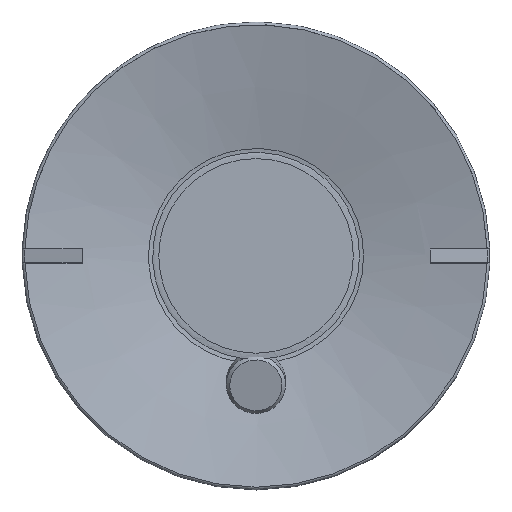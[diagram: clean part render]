
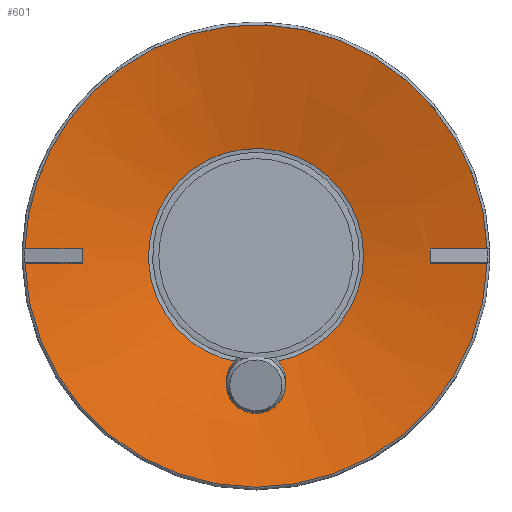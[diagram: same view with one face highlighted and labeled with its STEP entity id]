
A CAD part, top view. The second image highlights one B-rep face of the part: STEP entity #601.
In plain terms, the highlighted conical face has half-angle 76.76 degrees and reference radius 17.23 mm.
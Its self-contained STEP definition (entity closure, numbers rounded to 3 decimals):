
#58=CONICAL_SURFACE('',#692,17.23,1.34);
#66=CIRCLE('',#690,106.303);
#67=CIRCLE('',#693,33.229);
#68=CIRCLE('',#694,33.229);
#69=CIRCLE('',#695,15.452);
#70=CIRCLE('',#696,15.452);
#71=CIRCLE('',#697,33.229);
#102=FACE_OUTER_BOUND('',#140,.T.);
#140=EDGE_LOOP('',(#417,#418,#419,#420,#421,#422,#423,#424,#425,#426,#427,
#428,#429));
#197=LINE('',#1025,#217);
#217=VECTOR('',#786,17.23);
#234=(
BOUNDED_CURVE()
B_SPLINE_CURVE(2,(#947,#948,#949),.UNSPECIFIED.,.F.,.F.)
B_SPLINE_CURVE_WITH_KNOTS((3,3),(0.,0.731),.UNSPECIFIED.)
CURVE()
GEOMETRIC_REPRESENTATION_ITEM()
RATIONAL_B_SPLINE_CURVE((1.,1.021,1.022))
REPRESENTATION_ITEM('')
);
#236=(
BOUNDED_CURVE()
B_SPLINE_CURVE(2,(#1008,#1009,#1010),.UNSPECIFIED.,.F.,.F.)
B_SPLINE_CURVE_WITH_KNOTS((3,3),(0.793,1.525),
 .UNSPECIFIED.)
CURVE()
GEOMETRIC_REPRESENTATION_ITEM()
RATIONAL_B_SPLINE_CURVE((1.022,1.021,1.))
REPRESENTATION_ITEM('')
);
#237=(
BOUNDED_CURVE()
B_SPLINE_CURVE(2,(#1014,#1015,#1016),.UNSPECIFIED.,.F.,.F.)
B_SPLINE_CURVE_WITH_KNOTS((3,3),(-7.978,-7.55),
 .UNSPECIFIED.)
CURVE()
GEOMETRIC_REPRESENTATION_ITEM()
RATIONAL_B_SPLINE_CURVE((2.109,2.111,2.109))
REPRESENTATION_ITEM('')
);
#238=(
BOUNDED_CURVE()
B_SPLINE_CURVE(2,(#1018,#1019,#1020),.UNSPECIFIED.,.F.,.F.)
B_SPLINE_CURVE_WITH_KNOTS((3,3),(1.154,1.828),
 .UNSPECIFIED.)
CURVE()
GEOMETRIC_REPRESENTATION_ITEM()
RATIONAL_B_SPLINE_CURVE((1.035,1.027,1.))
REPRESENTATION_ITEM('')
);
#239=(
BOUNDED_CURVE()
B_SPLINE_CURVE(2,(#1031,#1032,#1033),.UNSPECIFIED.,.F.,.F.)
B_SPLINE_CURVE_WITH_KNOTS((3,3),(0.,0.674),.UNSPECIFIED.)
CURVE()
GEOMETRIC_REPRESENTATION_ITEM()
RATIONAL_B_SPLINE_CURVE((1.,1.027,1.035))
REPRESENTATION_ITEM('')
);
#253=VERTEX_POINT('',#944);
#254=VERTEX_POINT('',#946);
#258=VERTEX_POINT('',#976);
#262=VERTEX_POINT('',#997);
#263=VERTEX_POINT('',#1012);
#264=VERTEX_POINT('',#1013);
#265=VERTEX_POINT('',#1017);
#266=VERTEX_POINT('',#1022);
#267=VERTEX_POINT('',#1024);
#268=VERTEX_POINT('',#1026);
#269=VERTEX_POINT('',#1029);
#313=EDGE_CURVE('',#254,#253,#234,.T.);
#319=EDGE_CURVE('',#253,#258,#66,.T.);
#324=EDGE_CURVE('',#258,#262,#236,.T.);
#325=EDGE_CURVE('',#263,#264,#237,.F.);
#326=EDGE_CURVE('',#264,#265,#238,.T.);
#327=EDGE_CURVE('',#265,#254,#67,.T.);
#328=EDGE_CURVE('',#262,#266,#68,.T.);
#329=EDGE_CURVE('',#266,#267,#197,.T.);
#330=EDGE_CURVE('',#268,#267,#69,.T.);
#331=EDGE_CURVE('',#267,#268,#70,.T.);
#332=EDGE_CURVE('',#266,#269,#71,.T.);
#333=EDGE_CURVE('',#269,#263,#239,.T.);
#417=ORIENTED_EDGE('',*,*,#325,.T.);
#418=ORIENTED_EDGE('',*,*,#326,.T.);
#419=ORIENTED_EDGE('',*,*,#327,.T.);
#420=ORIENTED_EDGE('',*,*,#313,.T.);
#421=ORIENTED_EDGE('',*,*,#319,.T.);
#422=ORIENTED_EDGE('',*,*,#324,.T.);
#423=ORIENTED_EDGE('',*,*,#328,.T.);
#424=ORIENTED_EDGE('',*,*,#329,.T.);
#425=ORIENTED_EDGE('',*,*,#330,.F.);
#426=ORIENTED_EDGE('',*,*,#331,.F.);
#427=ORIENTED_EDGE('',*,*,#329,.F.);
#428=ORIENTED_EDGE('',*,*,#332,.T.);
#429=ORIENTED_EDGE('',*,*,#333,.T.);
#601=ADVANCED_FACE('',(#102),#58,.T.);
#690=AXIS2_PLACEMENT_3D('',#978,#775,#776);
#692=AXIS2_PLACEMENT_3D('',#1011,#780,#781);
#693=AXIS2_PLACEMENT_3D('',#1021,#782,#783);
#694=AXIS2_PLACEMENT_3D('',#1023,#784,#785);
#695=AXIS2_PLACEMENT_3D('',#1027,#787,#788);
#696=AXIS2_PLACEMENT_3D('',#1028,#789,#790);
#697=AXIS2_PLACEMENT_3D('',#1030,#791,#792);
#775=DIRECTION('center_axis',(1.,0.,0.));
#776=DIRECTION('ref_axis',(0.,0.009,-1.));
#780=DIRECTION('center_axis',(0.,0.,
1.));
#781=DIRECTION('ref_axis',(0.814,-0.581,0.));
#782=DIRECTION('center_axis',(0.,0.,
-1.));
#783=DIRECTION('ref_axis',(-1.,-0.03,0.));
#784=DIRECTION('center_axis',(0.,0.,
-1.));
#785=DIRECTION('ref_axis',(1.,0.03,0.));
#786=DIRECTION('',(0.792,-0.566,-0.229));
#787=DIRECTION('center_axis',(0.,0.,
-1.));
#788=DIRECTION('ref_axis',(1.,0.,0.));
#789=DIRECTION('center_axis',(0.,0.,
-1.));
#790=DIRECTION('ref_axis',(1.,0.,0.));
#791=DIRECTION('center_axis',(0.,0.,
-1.));
#792=DIRECTION('ref_axis',(1.,0.03,0.));
#944=CARTESIAN_POINT('',(-25.,-1.,2.357));
#946=CARTESIAN_POINT('',(-33.214,-1.,4.289));
#947=CARTESIAN_POINT('Ctrl Pts',(-33.214,-1.,4.289));
#948=CARTESIAN_POINT('Ctrl Pts',(-28.528,-1.,3.187));
#949=CARTESIAN_POINT('Ctrl Pts',(-25.,-1.,2.357));
#976=CARTESIAN_POINT('',(-25.,1.,2.357));
#978=CARTESIAN_POINT('Origin',(-25.,0.,
108.656));
#997=CARTESIAN_POINT('',(-33.214,1.,4.289));
#1008=CARTESIAN_POINT('Ctrl Pts',(-25.,1.,2.357));
#1009=CARTESIAN_POINT('Ctrl Pts',(-28.528,1.,3.187));
#1010=CARTESIAN_POINT('Ctrl Pts',(-33.214,1.,4.289));
#1011=CARTESIAN_POINT('Origin',(0.,0.,
0.525));
#1012=CARTESIAN_POINT('',(25.,1.,2.357));
#1013=CARTESIAN_POINT('',(25.,-1.,2.357));
#1014=CARTESIAN_POINT('Ctrl Pts',(25.,-1.,2.357));
#1015=CARTESIAN_POINT('Ctrl Pts',(25.,0.,
2.348));
#1016=CARTESIAN_POINT('Ctrl Pts',(25.,1.,2.357));
#1017=CARTESIAN_POINT('',(33.214,-1.,4.289));
#1018=CARTESIAN_POINT('Ctrl Pts',(25.,-1.,2.357));
#1019=CARTESIAN_POINT('Ctrl Pts',(28.528,-1.,3.187));
#1020=CARTESIAN_POINT('Ctrl Pts',(33.214,-1.,4.289));
#1021=CARTESIAN_POINT('Origin',(0.,0.,
4.289));
#1022=CARTESIAN_POINT('',(-27.043,19.31,4.289));
#1023=CARTESIAN_POINT('Origin',(0.,0.,
4.289));
#1024=CARTESIAN_POINT('',(-12.575,8.979,0.106));
#1025=CARTESIAN_POINT('',(-14.022,10.012,0.525));
#1026=CARTESIAN_POINT('',(15.452,0.,0.106));
#1027=CARTESIAN_POINT('Origin',(0.,0.,
0.106));
#1028=CARTESIAN_POINT('Origin',(0.,0.,
0.106));
#1029=CARTESIAN_POINT('',(33.214,1.,4.289));
#1030=CARTESIAN_POINT('Origin',(0.,0.,
4.289));
#1031=CARTESIAN_POINT('Ctrl Pts',(33.214,1.,4.289));
#1032=CARTESIAN_POINT('Ctrl Pts',(28.528,1.,3.187));
#1033=CARTESIAN_POINT('Ctrl Pts',(25.,1.,2.357));
